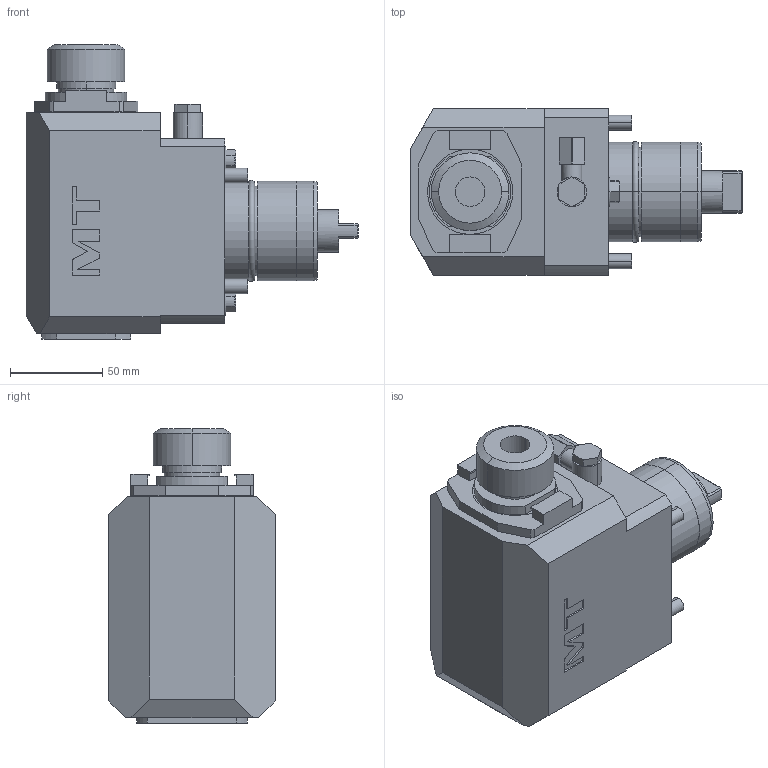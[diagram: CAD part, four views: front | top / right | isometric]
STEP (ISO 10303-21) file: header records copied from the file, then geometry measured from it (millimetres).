
FILE_DESCRIPTION((''),'2;1');
FILE_NAME('MYA0160125_CONF','2024-12-20T16:52:21',('fpalella'),('M.T. srl'),'CREO PARAMETRIC BY PTC INC, 2023352','CREO PARAMETRIC BY PTC INC, 2023352','');
FILE_SCHEMA(('CONFIG_CONTROL_DESIGN'));
Length unit declared in the file: millimetre
Products named in the file (1): MYA0160125_CONF
Bounding box: 179.5 x 90 x 159.21 mm (x, y, z)
Volume: 1242738.8 mm3; surface area: 88930.1 mm2
Topology: 1 solids, 1 shells, 294 faces, 719 edges, 466 vertices
Faces by surface type: plane 175, cylinder 87, cone 22, torus 6, extrusion 4
Entity records: 8886 total; most frequent: CARTESIAN_POINT 1770, DIRECTION 1489, ORIENTED_EDGE 1438, EDGE_CURVE 719, AXIS2_PLACEMENT_3D 512, VERTEX_POINT 466, VECTOR 465, LINE 461
